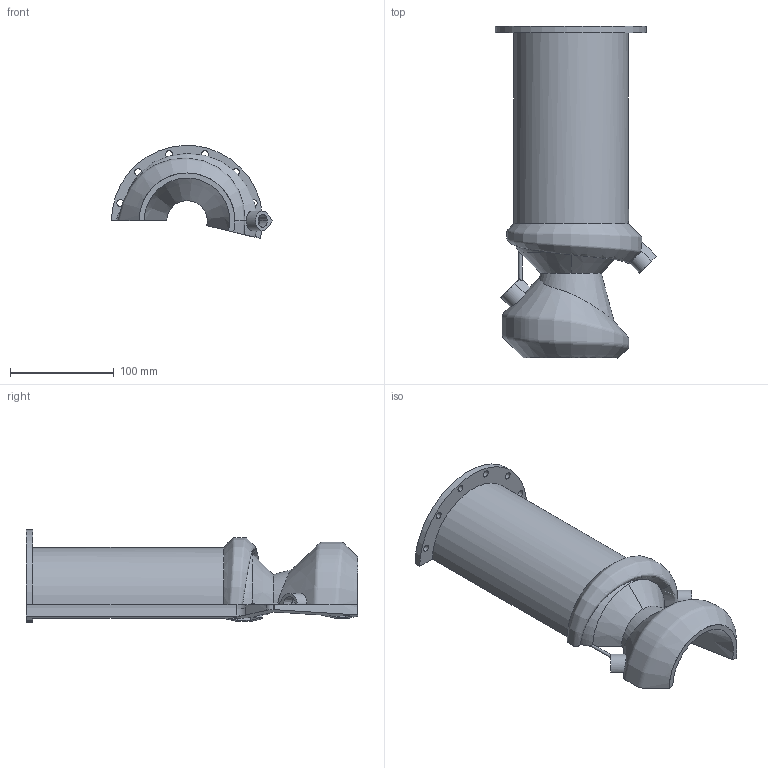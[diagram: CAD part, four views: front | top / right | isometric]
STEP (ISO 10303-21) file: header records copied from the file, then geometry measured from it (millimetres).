
FILE_DESCRIPTION (( 'STEP AP214' ), '1' );
FILE_NAME ('slot cooling jacket 13_slice.STEP', '2023-10-04T06:18:38', ( '' ), ( '' ), 'SwSTEP 2.0', 'SolidWorks 2022', '' );
FILE_SCHEMA (( 'AUTOMOTIVE_DESIGN' ));
Length unit declared in the file: inch
Products named in the file (1): slot cooling jacket 13_slice
Bounding box: 155.69 x 320.65 x 89.98 mm (x, y, z)
Volume: 558278.9 mm3; surface area: 213072.4 mm2
Topology: 1 solids, 1 shells, 386 faces, 1185 edges, 773 vertices
Faces by surface type: plane 101, cylinder 90, cone 80, bspline 66, torus 49
Entity records: 25446 total; most frequent: CARTESIAN_POINT 15707, ORIENTED_EDGE 2370, DIRECTION 1505, EDGE_CURVE 1185, VERTEX_POINT 773, AXIS2_PLACEMENT_3D 569, B_SPLINE_CURVE_WITH_KNOTS 568, EDGE_LOOP 466
